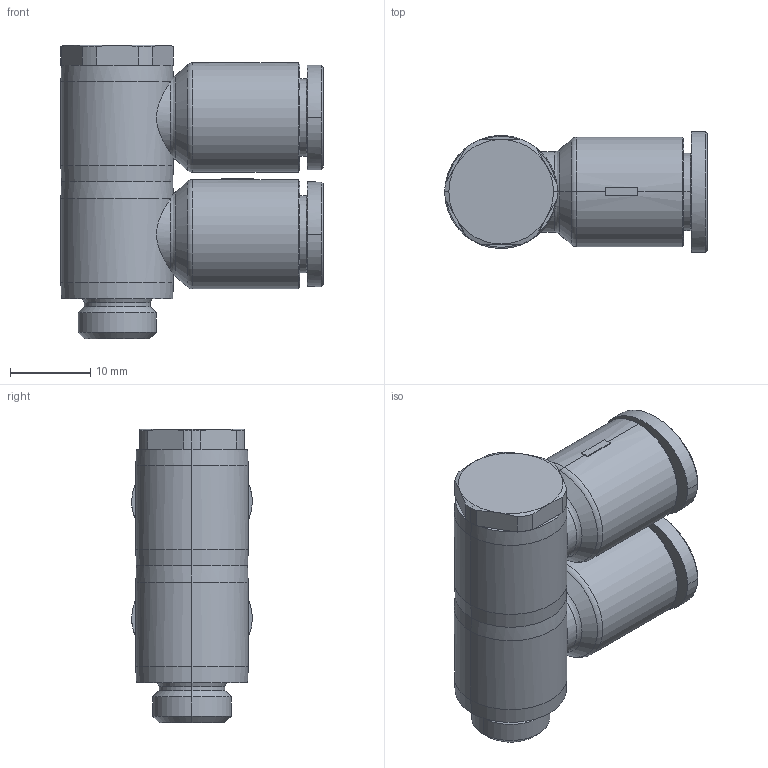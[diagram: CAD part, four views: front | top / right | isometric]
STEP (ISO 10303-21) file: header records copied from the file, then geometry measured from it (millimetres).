
FILE_DESCRIPTION((''),'2;1');
FILE_NAME('GPH_08G01(2)(3D).stp','2012-12-20T18:39:34',(''),(''),'Mechanical Desktop.R8.0.24.0','Mechanical Desktop.R8.0.24.0',', , ');
FILE_SCHEMA(('CONFIG_CONTROL_DESIGN'));
Length unit declared in the file: millimetre
Products named in the file (2): GPH_08G01(2)(3D); 睡ヶ1
Assembly tree (1 placements, depth 2):
  GPH_08G01(2)(3D)
    睡ヶ1
Bounding box: 32.6 x 15 x 36.5 mm (x, y, z)
Volume: 7566.3 mm3; surface area: 7482.9 mm2
Topology: 1 solids, 1 shells, 883 faces, 2442 edges, 1601 vertices
Faces by surface type: plane 707, bspline 62, cylinder 58, cone 52, torus 4
Entity records: 29445 total; most frequent: CARTESIAN_POINT 6860, ORIENTED_EDGE 4880, DIRECTION 4346, EDGE_CURVE 2440, VECTOR 2104, LINE 2104, VERTEX_POINT 1601, AXIS2_PLACEMENT_3D 1121
